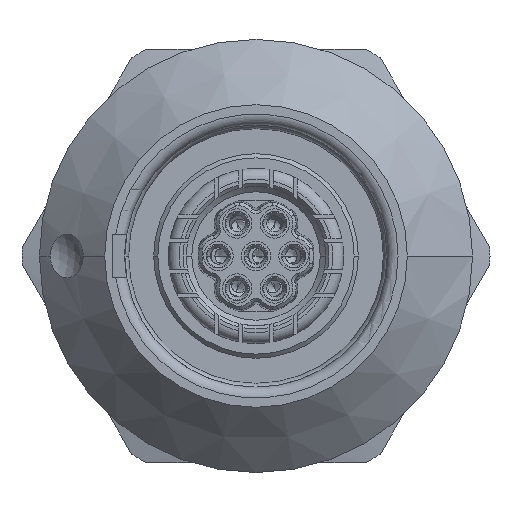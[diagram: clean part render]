
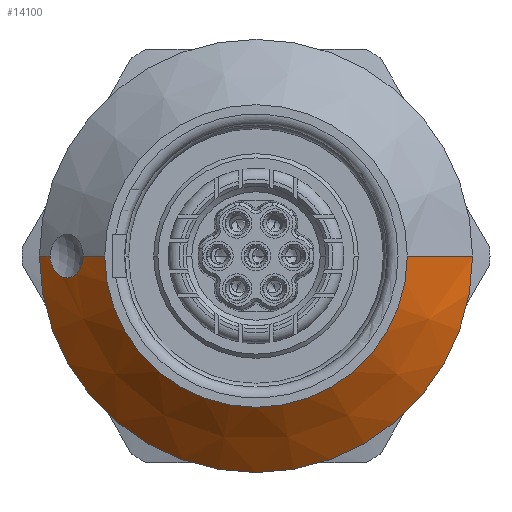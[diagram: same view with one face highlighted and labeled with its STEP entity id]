
A CAD part, left-side view. The second image highlights one B-rep face of the part: STEP entity #14100.
In plain terms, the highlighted conical face has half-angle 45 degrees and reference radius 8.45 mm.
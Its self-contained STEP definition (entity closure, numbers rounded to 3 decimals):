
#501=CARTESIAN_POINT('',(-4.5,0.,0.));
#502=DIRECTION('',(1.,0.,0.));
#503=DIRECTION('',(0.,-1.,0.));
#504=AXIS2_PLACEMENT_3D('',#501,#502,#503);
#529=DIRECTION('',(-0.707,-0.707,0.));
#530=VECTOR('',#529,1.4);
#531=CARTESIAN_POINT('',(-3.51,7.94,0.));
#532=LINE('',#531,#530);
#533=CARTESIAN_POINT('',(-1.5,0.,0.));
#534=DIRECTION('',(1.,0.,0.));
#535=DIRECTION('',(0.,-1.,0.));
#536=AXIS2_PLACEMENT_3D('',#533,#534,#535);
#538=DIRECTION('',(-0.707,-0.707,0.));
#539=VECTOR('',#538,0.7);
#540=CARTESIAN_POINT('',(-1.5,9.95,0.));
#541=LINE('',#540,#539);
#542=CARTESIAN_POINT('',(-3.51,7.94,0.));
#543=CARTESIAN_POINT('',(-3.51,7.94,
-0.082));
#544=CARTESIAN_POINT('',(-3.494,7.953,
-0.238));
#545=CARTESIAN_POINT('',(-3.427,8.011,
-0.459));
#546=CARTESIAN_POINT('',(-3.319,8.105,
-0.661));
#547=CARTESIAN_POINT('',(-3.154,8.253,
-0.846));
#548=CARTESIAN_POINT('',(-2.962,8.433,
-0.965));
#549=CARTESIAN_POINT('',(-2.742,8.648,-1.018));
#550=CARTESIAN_POINT('',(-2.522,8.874,
-0.982));
#551=CARTESIAN_POINT('',(-2.344,9.064,
-0.88));
#552=CARTESIAN_POINT('',(-2.181,9.243,
-0.7));
#553=CARTESIAN_POINT('',(-2.074,9.365,
-0.486));
#554=CARTESIAN_POINT('',(-2.008,9.44,
-0.241));
#555=CARTESIAN_POINT('',(-1.995,9.455,
-0.081));
#556=CARTESIAN_POINT('',(-1.995,9.455,0.));
#578=DIRECTION('',(-0.707,0.707,0.));
#579=VECTOR('',#578,4.243);
#580=CARTESIAN_POINT('',(-1.5,-9.95,0.));
#581=LINE('',#580,#579);
#11762=CARTESIAN_POINT('',(-4.5,-6.95,0.));
#11763=CARTESIAN_POINT('',(-4.5,6.95,0.));
#11764=VERTEX_POINT('',#11762);
#11765=VERTEX_POINT('',#11763);
#11772=VERTEX_POINT('',#542);
#11773=VERTEX_POINT('',#556);
#11774=CARTESIAN_POINT('',(-1.5,-9.95,0.));
#11775=VERTEX_POINT('',#11774);
#11776=CARTESIAN_POINT('',(-1.5,9.95,0.));
#11777=VERTEX_POINT('',#11776);
#14082=CARTESIAN_POINT('',(-3.,0.,0.));
#14083=DIRECTION('',(1.,0.,0.));
#14084=DIRECTION('',(0.,-1.,0.));
#14085=AXIS2_PLACEMENT_3D('',#14082,#14083,#14084);
#14086=CONICAL_SURFACE('',#14085,8.45,45.);
#14088=ORIENTED_EDGE('',*,*,#14087,.F.);
#14090=ORIENTED_EDGE('',*,*,#14089,.T.);
#14091=ORIENTED_EDGE('',*,*,#14057,.F.);
#14093=ORIENTED_EDGE('',*,*,#14092,.F.);
#14095=ORIENTED_EDGE('',*,*,#14094,.T.);
#14097=ORIENTED_EDGE('',*,*,#14096,.T.);
#14098=EDGE_LOOP('',(#14088,#14090,#14091,#14093,#14095,#14097));
#14099=FACE_OUTER_BOUND('',#14098,.F.);
#505=CIRCLE('',#504,6.95);
#537=CIRCLE('',#536,9.95);
#557=B_SPLINE_CURVE_WITH_KNOTS('',3,(#542,#543,#544,#545,#546,#547,#548,#549,
#550,#551,#552,#553,#554,#555,#556),.UNSPECIFIED.,.F.,.F.,(4,1,1,1,1,1,1,1,1,1,
1,1,4),(0.,0.083,0.167,0.25,0.333,
0.417,0.5,0.583,0.667,0.75,
0.833,0.917,1.),.UNSPECIFIED.);
#14057=EDGE_CURVE('',#11764,#11765,#505,.T.);
#14087=EDGE_CURVE('',#11772,#11773,#557,.T.);
#14089=EDGE_CURVE('',#11772,#11765,#532,.T.);
#14092=EDGE_CURVE('',#11775,#11764,#581,.T.);
#14094=EDGE_CURVE('',#11775,#11777,#537,.T.);
#14096=EDGE_CURVE('',#11777,#11773,#541,.T.);
#14100=ADVANCED_FACE('',(#14099),#14086,.T.);
